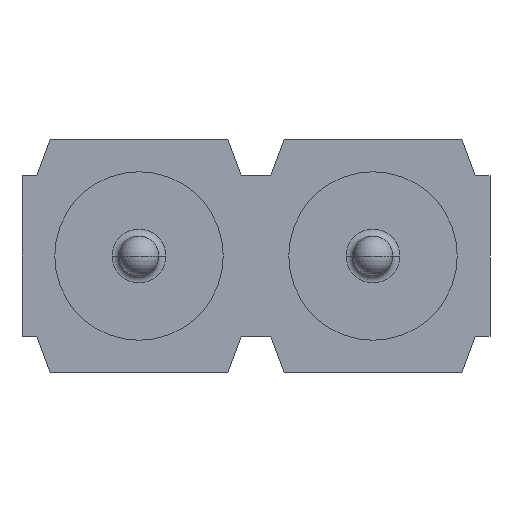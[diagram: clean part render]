
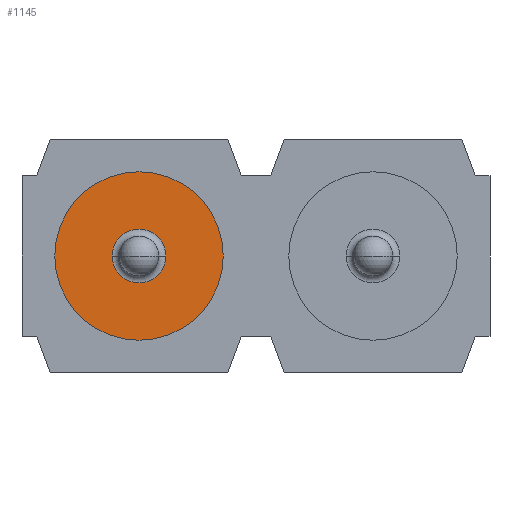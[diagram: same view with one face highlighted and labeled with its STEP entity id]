
A CAD part, front view. The second image highlights one B-rep face of the part: STEP entity #1145.
In plain terms, the highlighted face is planar.
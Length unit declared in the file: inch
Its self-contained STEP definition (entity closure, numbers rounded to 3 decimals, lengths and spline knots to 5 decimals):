
#10 = CARTESIAN_POINT ( 'NONE',  ( 0.069, 0., 0. ) ) ;
#30 = DIRECTION ( 'NONE',  ( -1., 0., 0. ) ) ;
#40 = EDGE_CURVE ( 'NONE', #1444, #48, #610, .T. ) ;
#48 = VERTEX_POINT ( 'NONE', #1106 ) ;
#60 = FACE_OUTER_BOUND ( 'NONE', #393, .T. ) ;
#105 = CARTESIAN_POINT ( 'NONE',  ( 0.069, 0., 0. ) ) ;
#202 = FACE_BOUND ( 'NONE', #1195, .T. ) ;
#249 = ORIENTED_EDGE ( 'NONE', *, *, #565, .F. ) ;
#273 = DIRECTION ( 'NONE',  ( 0., -1., 0. ) ) ;
#298 = AXIS2_PLACEMENT_3D ( 'NONE', #1400, #30, #273 ) ;
#356 = DIRECTION ( 'NONE',  ( 0., -1., 0. ) ) ;
#393 = EDGE_LOOP ( 'NONE', ( #882, #1372 ) ) ;
#439 = ORIENTED_EDGE ( 'NONE', *, *, #471, .F. ) ;
#443 = DIRECTION ( 'NONE',  ( 0., -1., 0. ) ) ;
#451 = CARTESIAN_POINT ( 'NONE',  ( 0.069, 0.036, 0. ) ) ;
#471 = EDGE_CURVE ( 'NONE', #729, #1521, #1007, .T. ) ;
#474 = DIRECTION ( 'NONE',  ( -1., 0., 0. ) ) ;
#525 = CARTESIAN_POINT ( 'NONE',  ( 0.069, 0., 0. ) ) ;
#557 = CARTESIAN_POINT ( 'NONE',  ( 0.069, 0.036, 0. ) ) ;
#565 = EDGE_CURVE ( 'NONE', #1521, #729, #1532, .T. ) ;
#577 = CARTESIAN_POINT ( 'NONE',  ( 0.069, 0.0115, 0. ) ) ;
#610 = CIRCLE ( 'NONE', #1291, 0.036 ) ;
#657 = CARTESIAN_POINT ( 'NONE',  ( 0.069, -0.0115, 0. ) ) ;
#694 = PLANE ( 'NONE',  #1334 ) ;
#729 = VERTEX_POINT ( 'NONE', #657 ) ;
#761 = DIRECTION ( 'NONE',  ( 0., -1., 0. ) ) ;
#882 = ORIENTED_EDGE ( 'NONE', *, *, #997, .T. ) ;
#931 = DIRECTION ( 'NONE',  ( 1., 0., 0. ) ) ;
#997 = EDGE_CURVE ( 'NONE', #48, #1444, #1540, .T. ) ;
#1004 = DIRECTION ( 'NONE',  ( -1., 0., 0. ) ) ;
#1007 = CIRCLE ( 'NONE', #298, 0.0115 ) ;
#1106 = CARTESIAN_POINT ( 'NONE',  ( 0.069, -0.036, 0. ) ) ;
#1145 = ADVANCED_FACE ( 'NONE', ( #202, #60 ), #694, .F. ) ;
#1195 = EDGE_LOOP ( 'NONE', ( #439, #249 ) ) ;
#1241 = AXIS2_PLACEMENT_3D ( 'NONE', #525, #1500, #761 ) ;
#1291 = AXIS2_PLACEMENT_3D ( 'NONE', #105, #474, #356 ) ;
#1334 = AXIS2_PLACEMENT_3D ( 'NONE', #557, #931, #1431 ) ;
#1372 = ORIENTED_EDGE ( 'NONE', *, *, #40, .T. ) ;
#1400 = CARTESIAN_POINT ( 'NONE',  ( 0.069, 0., 0. ) ) ;
#1431 = DIRECTION ( 'NONE',  ( 0., 1., 0. ) ) ;
#1444 = VERTEX_POINT ( 'NONE', #451 ) ;
#1500 = DIRECTION ( 'NONE',  ( -1., 0., 0. ) ) ;
#1520 = AXIS2_PLACEMENT_3D ( 'NONE', #10, #1004, #443 ) ;
#1521 = VERTEX_POINT ( 'NONE', #577 ) ;
#1532 = CIRCLE ( 'NONE', #1241, 0.0115 ) ;
#1540 = CIRCLE ( 'NONE', #1520, 0.036 ) ;
